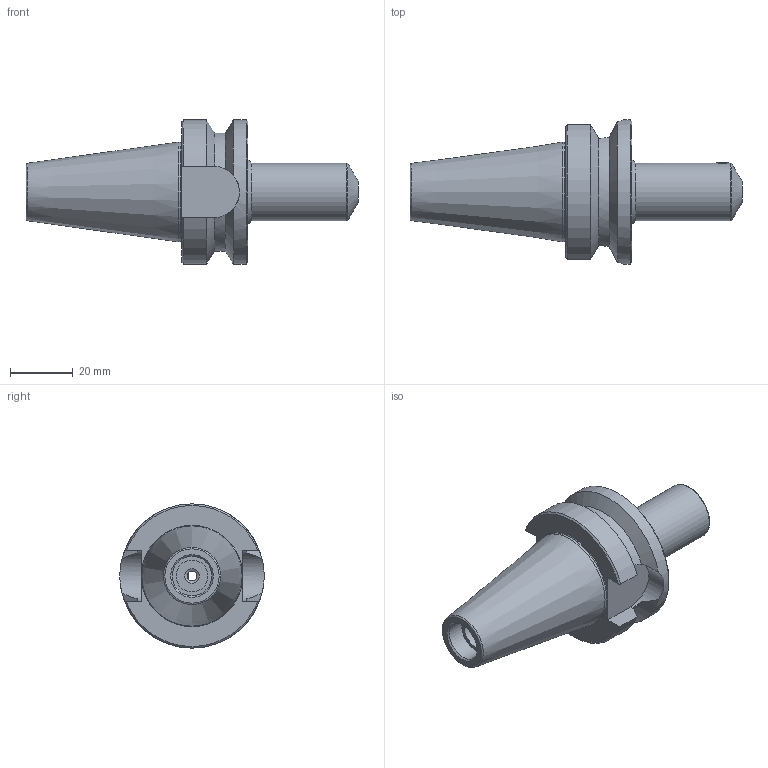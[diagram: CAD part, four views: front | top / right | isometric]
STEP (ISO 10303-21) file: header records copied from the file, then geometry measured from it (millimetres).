
FILE_DESCRIPTION(/* description */ (''),/* implementation_level */ '2;1');
FILE_NAME(/* name */ 'BT30 EM.125-2.25D.step',/* time_stamp */ '2025-08-19T19:11:45-05:00',/* author */ (''),/* organization */ (''),/* preprocessor_version */ 'ST-DEVELOPER v20.1',/* originating_system */ 'Autodesk Translation Framework v14.10.0.0',/* authorisation */ '');
FILE_SCHEMA (('AUTOMOTIVE_DESIGN { 1 0 10303 214 3 1 1 }'));
Length unit declared in the file: inch
Products named in the file (1): BT30 DUAL CONTACT TEMPLATE FINALIZED
Bounding box: 105.66 x 45.92 x 45.92 mm (x, y, z)
Volume: 56473.1 mm3; surface area: 14731.8 mm2
Topology: 1 solids, 1 shells, 54 faces, 131 edges, 85 vertices
Faces by surface type: plane 22, cylinder 16, cone 14, torus 2
Full cylindrical faces by diameter (mm): 3.175 x1, 3.988 x1, 4.699 x1, 10.16 x1, 12.548 x1, 18.39 x1, 31.75 x1, 45.923 x1
Entity records: 1785 total; most frequent: CARTESIAN_POINT 423, DIRECTION 276, ORIENTED_EDGE 262, EDGE_CURVE 131, AXIS2_PLACEMENT_3D 110, VERTEX_POINT 85, EDGE_LOOP 62, LINE 56
